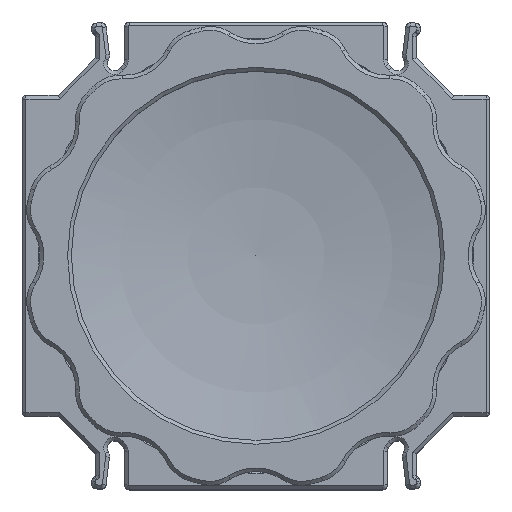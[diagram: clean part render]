
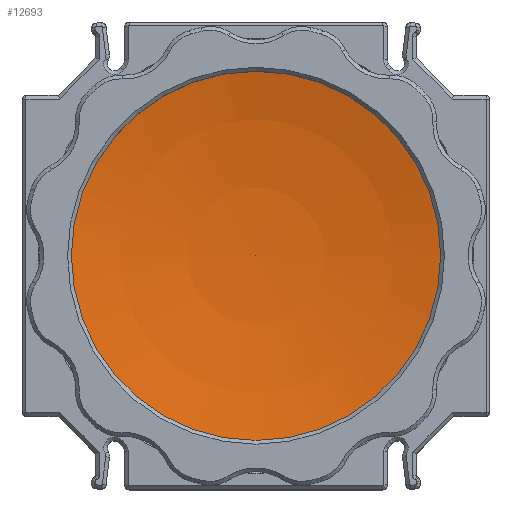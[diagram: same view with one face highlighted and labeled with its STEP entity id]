
A CAD part, top view. The second image highlights one B-rep face of the part: STEP entity #12693.
In plain terms, the highlighted spherical face has radius 93.7 mm.
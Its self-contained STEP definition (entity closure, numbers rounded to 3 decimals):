
#24=SPHERICAL_SURFACE('',#13752,93.7);
#1066=CIRCLE('',#13753,21.5);
#1067=CIRCLE('',#13754,93.7);
#1068=CIRCLE('',#13755,21.5);
#1783=FACE_OUTER_BOUND('',#2531,.T.);
#2531=EDGE_LOOP('',(#11385,#11386,#11387,#11388));
#6064=VERTEX_POINT('',#23858);
#6065=VERTEX_POINT('',#23859);
#6066=VERTEX_POINT('',#23861);
#7839=EDGE_CURVE('',#6064,#6065,#1066,.T.);
#7840=EDGE_CURVE('',#6064,#6066,#1067,.T.);
#7841=EDGE_CURVE('',#6065,#6064,#1068,.T.);
#11385=ORIENTED_EDGE('',*,*,#7839,.F.);
#11386=ORIENTED_EDGE('',*,*,#7840,.T.);
#11387=ORIENTED_EDGE('',*,*,#7840,.F.);
#11388=ORIENTED_EDGE('',*,*,#7841,.F.);
#12693=ADVANCED_FACE('',(#1783),#24,.F.);
#13752=AXIS2_PLACEMENT_3D('',#23857,#16733,#16734);
#13753=AXIS2_PLACEMENT_3D('',#23860,#16735,#16736);
#13754=AXIS2_PLACEMENT_3D('',#23862,#16737,#16738);
#13755=AXIS2_PLACEMENT_3D('',#23863,#16739,#16740);
#16733=DIRECTION('center_axis',(0.,0.,1.));
#16734=DIRECTION('ref_axis',(1.,0.,0.));
#16735=DIRECTION('center_axis',(0.,0.,-1.));
#16736=DIRECTION('ref_axis',(1.,0.,0.));
#16737=DIRECTION('center_axis',(0.,-1.,0.));
#16738=DIRECTION('ref_axis',(-1.,0.,0.));
#16739=DIRECTION('center_axis',(0.,0.,-1.));
#16740=DIRECTION('ref_axis',(1.,0.,0.));
#23857=CARTESIAN_POINT('Origin',(0.,0.,94.9));
#23858=CARTESIAN_POINT('',(-21.5,0.,3.7));
#23859=CARTESIAN_POINT('',(21.5,0.,3.7));
#23860=CARTESIAN_POINT('Origin',(0.,0.,3.7));
#23861=CARTESIAN_POINT('',(0.,0.,
1.2));
#23862=CARTESIAN_POINT('Origin',(0.,0.,94.9));
#23863=CARTESIAN_POINT('Origin',(0.,0.,3.7));
